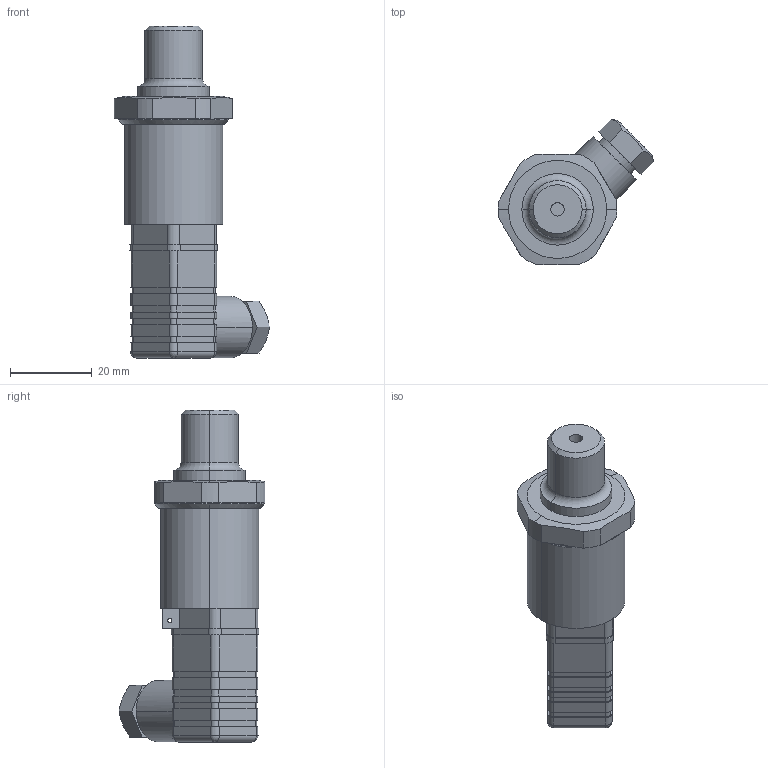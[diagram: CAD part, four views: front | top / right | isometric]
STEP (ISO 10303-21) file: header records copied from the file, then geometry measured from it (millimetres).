
FILE_DESCRIPTION (( 'STEP AP214' ), '1' );
FILE_NAME ('SPT25-20-0500D.STEP', '2013-11-26T14:37:43', ( '' ), ( '' ), 'SwSTEP 2.0', 'SolidWorks 2013', '' );
FILE_SCHEMA (( 'AUTOMOTIVE_DESIGN' ));
Length unit declared in the file: millimetre
Products named in the file (1): SPT25-20-0500D
Bounding box: 38.01 x 35.71 x 81.25 mm (x, y, z)
Volume: 27892.6 mm3; surface area: 10132.9 mm2
Topology: 5 solids, 5 shells, 200 faces, 519 edges, 337 vertices
Faces by surface type: plane 96, cylinder 87, cone 8, sphere 5, torus 4
Entity records: 6864 total; most frequent: CARTESIAN_POINT 1273, DIRECTION 1063, ORIENTED_EDGE 1030, EDGE_CURVE 515, AXIS2_PLACEMENT_3D 387, VERTEX_POINT 335, LINE 289, VECTOR 289
